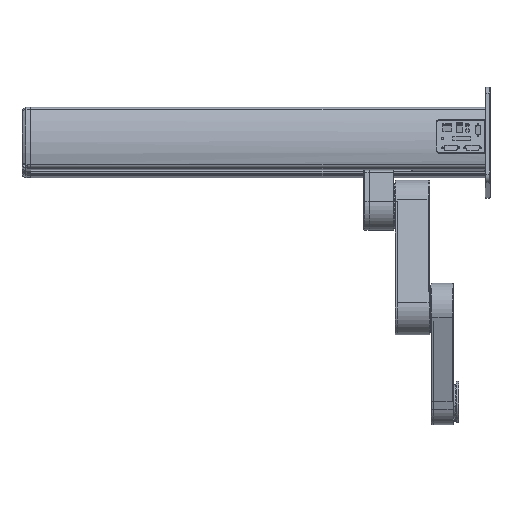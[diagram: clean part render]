
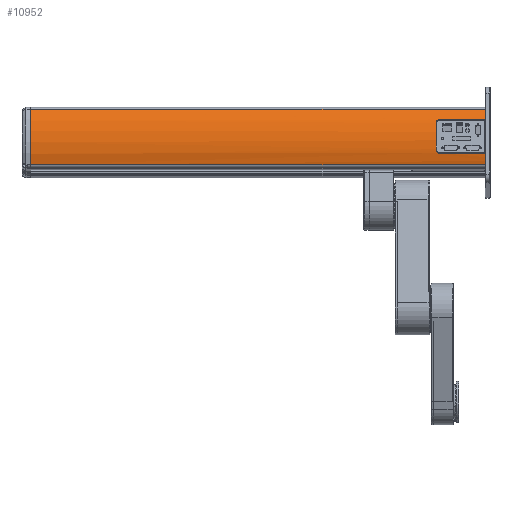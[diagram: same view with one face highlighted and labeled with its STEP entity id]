
A CAD part, front view. The second image highlights one B-rep face of the part: STEP entity #10952.
In plain terms, the highlighted cylindrical face has radius 140 mm (diameter 280 mm), a partial arc.
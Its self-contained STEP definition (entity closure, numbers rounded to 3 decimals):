
#10812=CARTESIAN_POINT('Vertex',(918.252,-70.963,85.938)) ;
#10819=CARTESIAN_POINT('Vertex',(-19.748,-70.963,85.938)) ;
#10822=CARTESIAN_POINT('Line Origine',(449.252,-70.963,85.938)) ;
#10834=CARTESIAN_POINT('Axis2P3D Location',(449.252,43.84,5.812)) ;
#10839=CARTESIAN_POINT('Axis2P3D Location',(-19.748,43.84,5.812)) ;
#10843=CARTESIAN_POINT('Vertex',(-19.748,-72.611,83.525)) ;
#10846=CARTESIAN_POINT('Axis2P3D Location',(-19.748,43.84,5.812)) ;
#10850=CARTESIAN_POINT('Vertex',(-19.748,-91.897,-28.474)) ;
#10853=CARTESIAN_POINT('Line Origine',(449.912,-91.897,-28.474)) ;
#10857=CARTESIAN_POINT('Vertex',(918.252,-91.897,-28.474)) ;
#10860=CARTESIAN_POINT('Axis2P3D Location',(918.252,43.84,5.812)) ;
#10864=CARTESIAN_POINT('Vertex',(918.252,-95.813,-4.035)) ;
#10867=CARTESIAN_POINT('Line Origine',(449.912,-95.813,-4.035)) ;
#10871=CARTESIAN_POINT('Vertex',(823.252,-95.813,-4.035)) ;
#10875=CARTESIAN_POINT('Control Point',(817.252,-96.105,1.876)) ;
#10876=CARTESIAN_POINT('Control Point',(817.286,-96.052,-0.003)) ;
#10877=CARTESIAN_POINT('Control Point',(818.058,-95.969,-1.839)) ;
#10878=CARTESIAN_POINT('Control Point',(819.521,-95.865,-3.3)) ;
#10879=CARTESIAN_POINT('Control Point',(821.397,-95.813,-4.035)) ;
#10880=CARTESIAN_POINT('Control Point',(823.252,-95.813,-4.035)) ;
#10881=CARTESIAN_POINT('Vertex',(817.252,-96.105,1.876)) ;
#10885=CARTESIAN_POINT('Control Point',(817.252,-96.142,3.572)) ;
#10886=CARTESIAN_POINT('Control Point',(817.252,-96.133,3.007)) ;
#10887=CARTESIAN_POINT('Control Point',(817.242,-96.121,2.441)) ;
#10888=CARTESIAN_POINT('Control Point',(817.252,-96.105,1.876)) ;
#10889=CARTESIAN_POINT('Vertex',(817.252,-96.142,3.572)) ;
#10892=CARTESIAN_POINT('Axis2P3D Location',(817.252,43.84,5.812)) ;
#10896=CARTESIAN_POINT('Vertex',(817.252,-86.167,57.757)) ;
#10900=CARTESIAN_POINT('Control Point',(817.252,-85.528,59.329)) ;
#10901=CARTESIAN_POINT('Control Point',(817.243,-85.744,58.807)) ;
#10902=CARTESIAN_POINT('Control Point',(817.252,-85.957,58.282)) ;
#10903=CARTESIAN_POINT('Control Point',(817.252,-86.167,57.757)) ;
#10904=CARTESIAN_POINT('Vertex',(817.252,-85.528,59.329)) ;
#10908=CARTESIAN_POINT('Control Point',(823.252,-83.151,64.747)) ;
#10909=CARTESIAN_POINT('Control Point',(821.397,-83.151,64.747)) ;
#10910=CARTESIAN_POINT('Control Point',(819.522,-83.46,64.081)) ;
#10911=CARTESIAN_POINT('Control Point',(818.055,-84.077,62.755)) ;
#10912=CARTESIAN_POINT('Control Point',(817.283,-84.809,61.065)) ;
#10913=CARTESIAN_POINT('Control Point',(817.252,-85.528,59.329)) ;
#10914=CARTESIAN_POINT('Vertex',(823.252,-83.151,64.747)) ;
#10917=CARTESIAN_POINT('Line Origine',(449.912,-83.151,64.747)) ;
#10921=CARTESIAN_POINT('Vertex',(918.252,-83.151,64.747)) ;
#10924=CARTESIAN_POINT('Axis2P3D Location',(918.252,43.84,5.812)) ;
#10928=CARTESIAN_POINT('Vertex',(918.252,-72.611,83.525)) ;
#10931=CARTESIAN_POINT('Axis2P3D Location',(918.252,43.84,5.812)) ;
#10823=DIRECTION('Vector Direction',(-1.,0.,0.)) ;
#10835=DIRECTION('Axis2P3D Direction',(1.,0.,0.)) ;
#10836=DIRECTION('Axis2P3D XDirection',(0.,-0.595,0.804)) ;
#10840=DIRECTION('Axis2P3D Direction',(1.,0.,0.)) ;
#10847=DIRECTION('Axis2P3D Direction',(1.,0.,0.)) ;
#10854=DIRECTION('Vector Direction',(1.,0.,0.)) ;
#10861=DIRECTION('Axis2P3D Direction',(1.,0.,0.)) ;
#10868=DIRECTION('Vector Direction',(1.,0.,0.)) ;
#10893=DIRECTION('Axis2P3D Direction',(1.,0.,0.)) ;
#10918=DIRECTION('Vector Direction',(1.,0.,0.)) ;
#10925=DIRECTION('Axis2P3D Direction',(1.,0.,0.)) ;
#10932=DIRECTION('Axis2P3D Direction',(1.,0.,0.)) ;
#10837=AXIS2_PLACEMENT_3D('Cylinder Axis2P3D',#10834,#10835,#10836) ;
#10841=AXIS2_PLACEMENT_3D('Circle Axis2P3D',#10839,#10840,$) ;
#10848=AXIS2_PLACEMENT_3D('Circle Axis2P3D',#10846,#10847,$) ;
#10862=AXIS2_PLACEMENT_3D('Circle Axis2P3D',#10860,#10861,$) ;
#10894=AXIS2_PLACEMENT_3D('Circle Axis2P3D',#10892,#10893,$) ;
#10926=AXIS2_PLACEMENT_3D('Circle Axis2P3D',#10924,#10925,$) ;
#10933=AXIS2_PLACEMENT_3D('Circle Axis2P3D',#10931,#10932,$) ;
#10937=ORIENTED_EDGE('',*,*,#10845,.T.) ;
#10938=ORIENTED_EDGE('',*,*,#10852,.T.) ;
#10939=ORIENTED_EDGE('',*,*,#10859,.T.) ;
#10940=ORIENTED_EDGE('',*,*,#10866,.F.) ;
#10941=ORIENTED_EDGE('',*,*,#10873,.F.) ;
#10942=ORIENTED_EDGE('',*,*,#10883,.F.) ;
#10943=ORIENTED_EDGE('',*,*,#10891,.F.) ;
#10944=ORIENTED_EDGE('',*,*,#10898,.F.) ;
#10945=ORIENTED_EDGE('',*,*,#10906,.F.) ;
#10946=ORIENTED_EDGE('',*,*,#10916,.F.) ;
#10947=ORIENTED_EDGE('',*,*,#10923,.F.) ;
#10948=ORIENTED_EDGE('',*,*,#10930,.F.) ;
#10949=ORIENTED_EDGE('',*,*,#10935,.F.) ;
#10950=ORIENTED_EDGE('',*,*,#10826,.F.) ;
#10824=VECTOR('Line Direction',#10823,1.) ;
#10855=VECTOR('Line Direction',#10854,1.) ;
#10869=VECTOR('Line Direction',#10868,1.) ;
#10919=VECTOR('Line Direction',#10918,1.) ;
#10952=ADVANCED_FACE('\X2\4FDD62A4591658F3\X0\\\\X2\96F64EF651E04F554F53\X0\',(#10951),#10838,.T.) ;
#10874=B_SPLINE_CURVE_WITH_KNOTS('',5,(#10875,#10876,#10877,#10878,#10879,#10880),.UNSPECIFIED.,.F.,.U.,(6,6),(18.811,31.042),.UNSPECIFIED.) ;
#10884=B_SPLINE_CURVE_WITH_KNOTS('',3,(#10885,#10886,#10887,#10888),.UNSPECIFIED.,.F.,.U.,(4,4),(468.581,470.278),.UNSPECIFIED.) ;
#10899=B_SPLINE_CURVE_WITH_KNOTS('',3,(#10900,#10901,#10902,#10903),.UNSPECIFIED.,.F.,.U.,(4,4),(411.427,413.124),.UNSPECIFIED.) ;
#10907=B_SPLINE_CURVE_WITH_KNOTS('',5,(#10908,#10909,#10910,#10911,#10912,#10913),.UNSPECIFIED.,.F.,.U.,(6,6),(18.475,30.701),.UNSPECIFIED.) ;
#10842=CIRCLE('generated circle',#10841,140.) ;
#10849=CIRCLE('generated circle',#10848,140.) ;
#10863=CIRCLE('generated circle',#10862,140.) ;
#10895=CIRCLE('generated circle',#10894,140.) ;
#10927=CIRCLE('generated circle',#10926,140.) ;
#10934=CIRCLE('generated circle',#10933,140.) ;
#10838=CYLINDRICAL_SURFACE('generated cylinder',#10837,140.) ;
#10826=EDGE_CURVE('',#10820,#10813,#10825,.F.) ;
#10845=EDGE_CURVE('',#10820,#10844,#10842,.T.) ;
#10852=EDGE_CURVE('',#10844,#10851,#10849,.T.) ;
#10859=EDGE_CURVE('',#10851,#10858,#10856,.T.) ;
#10866=EDGE_CURVE('',#10865,#10858,#10863,.T.) ;
#10873=EDGE_CURVE('',#10872,#10865,#10870,.T.) ;
#10883=EDGE_CURVE('',#10882,#10872,#10874,.T.) ;
#10891=EDGE_CURVE('',#10890,#10882,#10884,.T.) ;
#10898=EDGE_CURVE('',#10897,#10890,#10895,.T.) ;
#10906=EDGE_CURVE('',#10905,#10897,#10899,.T.) ;
#10916=EDGE_CURVE('',#10915,#10905,#10907,.T.) ;
#10923=EDGE_CURVE('',#10922,#10915,#10920,.F.) ;
#10930=EDGE_CURVE('',#10929,#10922,#10927,.T.) ;
#10935=EDGE_CURVE('',#10813,#10929,#10934,.T.) ;
#10936=EDGE_LOOP('',(#10937,#10938,#10939,#10940,#10941,#10942,#10943,#10944,#10945,#10946,#10947,#10948,#10949,#10950)) ;
#10951=FACE_OUTER_BOUND('',#10936,.T.) ;
#10825=LINE('Line',#10822,#10824) ;
#10856=LINE('Line',#10853,#10855) ;
#10870=LINE('Line',#10867,#10869) ;
#10920=LINE('Line',#10917,#10919) ;
#10813=VERTEX_POINT('',#10812) ;
#10820=VERTEX_POINT('',#10819) ;
#10844=VERTEX_POINT('',#10843) ;
#10851=VERTEX_POINT('',#10850) ;
#10858=VERTEX_POINT('',#10857) ;
#10865=VERTEX_POINT('',#10864) ;
#10872=VERTEX_POINT('',#10871) ;
#10882=VERTEX_POINT('',#10881) ;
#10890=VERTEX_POINT('',#10889) ;
#10897=VERTEX_POINT('',#10896) ;
#10905=VERTEX_POINT('',#10904) ;
#10915=VERTEX_POINT('',#10914) ;
#10922=VERTEX_POINT('',#10921) ;
#10929=VERTEX_POINT('',#10928) ;
